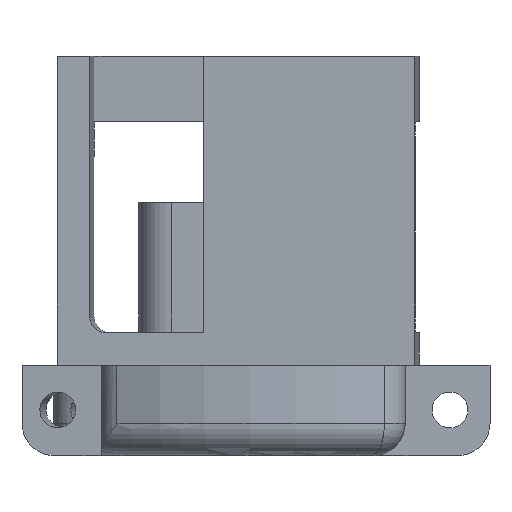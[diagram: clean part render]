
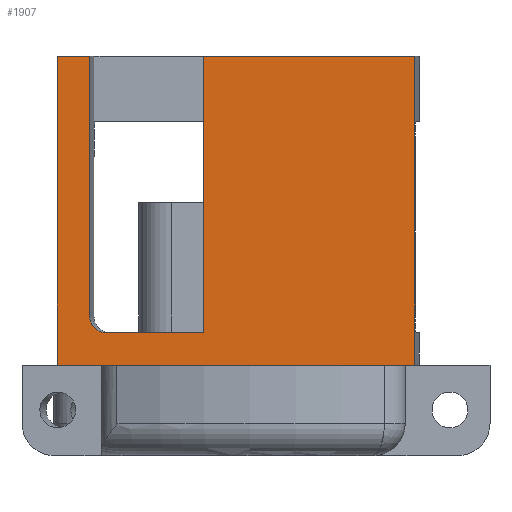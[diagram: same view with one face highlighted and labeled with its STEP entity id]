
A CAD part, front view. The second image highlights one B-rep face of the part: STEP entity #1907.
In plain terms, the highlighted face is planar.
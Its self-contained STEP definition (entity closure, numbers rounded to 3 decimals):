
#134=PLANE('',#2152);
#229=FACE_OUTER_BOUND('',#333,.T.);
#333=EDGE_LOOP('',(#1744,#1745,#1746,#1747,#1748,#1749,#1750,#1751,#1752));
#459=LINE('',#3223,#639);
#463=LINE('',#3231,#643);
#483=LINE('',#3295,#663);
#509=LINE('',#3365,#689);
#511=LINE('',#3368,#691);
#512=LINE('',#3370,#692);
#513=LINE('',#3372,#693);
#514=LINE('',#3373,#694);
#639=VECTOR('',#2540,10.);
#643=VECTOR('',#2544,10.);
#663=VECTOR('',#2602,10.);
#689=VECTOR('',#2678,10.);
#691=VECTOR('',#2682,10.);
#692=VECTOR('',#2683,10.);
#693=VECTOR('',#2684,10.);
#694=VECTOR('',#2685,10.);
#760=CIRCLE('',#2125,1.);
#898=VERTEX_POINT('',#3220);
#899=VERTEX_POINT('',#3222);
#902=VERTEX_POINT('',#3228);
#903=VERTEX_POINT('',#3230);
#926=VERTEX_POINT('',#3286);
#927=VERTEX_POINT('',#3288);
#947=VERTEX_POINT('',#3364);
#948=VERTEX_POINT('',#3369);
#949=VERTEX_POINT('',#3371);
#1145=EDGE_CURVE('',#898,#899,#459,.T.);
#1149=EDGE_CURVE('',#902,#903,#463,.T.);
#1178=EDGE_CURVE('',#926,#927,#760,.T.);
#1182=EDGE_CURVE('',#926,#899,#483,.T.);
#1217=EDGE_CURVE('',#902,#947,#509,.T.);
#1219=EDGE_CURVE('',#947,#927,#511,.T.);
#1220=EDGE_CURVE('',#948,#898,#512,.T.);
#1221=EDGE_CURVE('',#948,#949,#513,.T.);
#1222=EDGE_CURVE('',#949,#903,#514,.T.);
#1744=ORIENTED_EDGE('',*,*,#1217,.T.);
#1745=ORIENTED_EDGE('',*,*,#1219,.T.);
#1746=ORIENTED_EDGE('',*,*,#1178,.F.);
#1747=ORIENTED_EDGE('',*,*,#1182,.T.);
#1748=ORIENTED_EDGE('',*,*,#1145,.F.);
#1749=ORIENTED_EDGE('',*,*,#1220,.F.);
#1750=ORIENTED_EDGE('',*,*,#1221,.T.);
#1751=ORIENTED_EDGE('',*,*,#1222,.T.);
#1752=ORIENTED_EDGE('',*,*,#1149,.F.);
#1907=ADVANCED_FACE('',(#229),#134,.T.);
#2125=AXIS2_PLACEMENT_3D('',#3289,#2595,#2596);
#2152=AXIS2_PLACEMENT_3D('',#3367,#2680,#2681);
#2540=DIRECTION('',(-1.,0.,0.));
#2544=DIRECTION('',(-1.,0.,0.));
#2595=DIRECTION('center_axis',(0.,1.,0.));
#2596=DIRECTION('ref_axis',(0.707,0.,-0.707));
#2602=DIRECTION('',(0.,0.,1.));
#2678=DIRECTION('',(0.,0.,-1.));
#2680=DIRECTION('center_axis',(0.,1.,0.));
#2681=DIRECTION('ref_axis',(-1.,0.,0.));
#2682=DIRECTION('',(1.,0.,0.));
#2683=DIRECTION('',(0.,0.,1.));
#2684=DIRECTION('',(-1.,0.,0.));
#2685=DIRECTION('',(0.,0.,1.));
#3220=CARTESIAN_POINT('',(11.,7.,19.));
#3222=CARTESIAN_POINT('',(9.,7.,19.));
#3223=CARTESIAN_POINT('',(11.,7.,19.));
#3228=CARTESIAN_POINT('',(2.,7.,19.));
#3230=CARTESIAN_POINT('',(-11.,7.,19.));
#3231=CARTESIAN_POINT('',(2.,7.,19.));
#3286=CARTESIAN_POINT('',(9.,7.,3.));
#3288=CARTESIAN_POINT('',(8.,7.,2.));
#3289=CARTESIAN_POINT('Origin',(8.,7.,3.));
#3295=CARTESIAN_POINT('',(9.,7.,7.5));
#3364=CARTESIAN_POINT('',(2.,7.,2.));
#3365=CARTESIAN_POINT('',(2.,7.,1.));
#3367=CARTESIAN_POINT('Origin',(11.,7.,0.));
#3368=CARTESIAN_POINT('',(10.,7.,2.));
#3369=CARTESIAN_POINT('',(11.,7.,0.));
#3370=CARTESIAN_POINT('',(11.,7.,0.));
#3371=CARTESIAN_POINT('',(-11.,7.,0.));
#3372=CARTESIAN_POINT('',(11.,7.,0.));
#3373=CARTESIAN_POINT('',(-11.,7.,0.));
